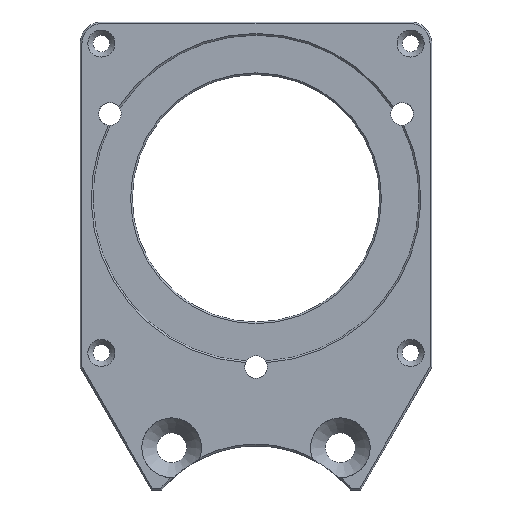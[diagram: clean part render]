
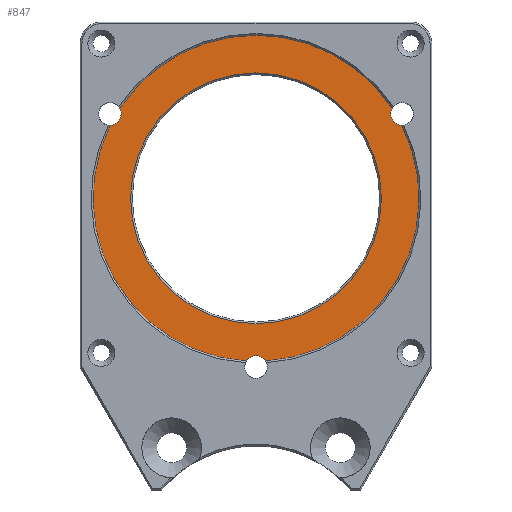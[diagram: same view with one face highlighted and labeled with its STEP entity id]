
A CAD part, top view. The second image highlights one B-rep face of the part: STEP entity #847.
In plain terms, the highlighted planar face has unit normal (0, 0, 1).
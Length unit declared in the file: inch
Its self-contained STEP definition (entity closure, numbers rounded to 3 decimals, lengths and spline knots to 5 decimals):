
#24 = ORIENTED_EDGE ( 'NONE', *, *, #937, .F. ) ;
#75 = VERTEX_POINT ( 'NONE', #638 ) ;
#149 = EDGE_CURVE ( 'NONE', #553, #553, #314, .T. ) ;
#262 = DIRECTION ( 'NONE',  ( 1., 0., 0. ) ) ;
#288 = VERTEX_POINT ( 'NONE', #402 ) ;
#293 = ORIENTED_EDGE ( 'NONE', *, *, #149, .T. ) ;
#314 = CIRCLE ( 'NONE', #501, 1.115 ) ;
#359 = DIRECTION ( 'NONE',  ( 0., 0., -1. ) ) ;
#397 = CARTESIAN_POINT ( 'NONE',  ( 1.29904, 0.75, 0.1825 ) ) ;
#401 = EDGE_CURVE ( 'NONE', #453, #75, #833, .T. ) ;
#402 = CARTESIAN_POINT ( 'NONE',  ( 1.29638, 0.64954, 0.1825 ) ) ;
#409 = DIRECTION ( 'NONE',  ( 0., 0., 1. ) ) ;
#416 = ORIENTED_EDGE ( 'NONE', *, *, #401, .T. ) ;
#431 = DIRECTION ( 'NONE',  ( 0., 0., 1. ) ) ;
#453 = VERTEX_POINT ( 'NONE', #1629 ) ;
#456 = DIRECTION ( 'NONE',  ( 0., 0., 1. ) ) ;
#464 = CIRCLE ( 'NONE', #1375, 0.1005 ) ;
#476 = CIRCLE ( 'NONE', #1385, 1.45 ) ;
#501 = AXIS2_PLACEMENT_3D ( 'NONE', #1793, #359, #983 ) ;
#551 = DIRECTION ( 'NONE',  ( 1., 0., 0. ) ) ;
#553 = VERTEX_POINT ( 'NONE', #1190 ) ;
#638 = CARTESIAN_POINT ( 'NONE',  ( -0.08568, -1.44747, 0.1825 ) ) ;
#650 = VERTEX_POINT ( 'NONE', #729 ) ;
#669 = EDGE_CURVE ( 'NONE', #453, #650, #1070, .T. ) ;
#729 = CARTESIAN_POINT ( 'NONE',  ( -1.2107, 0.79793, 0.1825 ) ) ;
#745 = VERTEX_POINT ( 'NONE', #1709 ) ;
#806 = CARTESIAN_POINT ( 'NONE',  ( -1.29904, 0.75, 0.1825 ) ) ;
#833 = CIRCLE ( 'NONE', #1487, 1.45 ) ;
#847 = ADVANCED_FACE ( 'NONE', ( #1219, #1231 ), #1371, .T. ) ;
#875 = DIRECTION ( 'NONE',  ( 0., 0., 1. ) ) ;
#881 = DIRECTION ( 'NONE',  ( 1., 0., 0. ) ) ;
#900 = CARTESIAN_POINT ( 'NONE',  ( 1.2107, 0.79793, 0.1825 ) ) ;
#923 = EDGE_LOOP ( 'NONE', ( #293 ) ) ;
#937 = EDGE_CURVE ( 'NONE', #954, #288, #1850, .T. ) ;
#954 = VERTEX_POINT ( 'NONE', #900 ) ;
#968 = ORIENTED_EDGE ( 'NONE', *, *, #1159, .T. ) ;
#972 = AXIS2_PLACEMENT_3D ( 'NONE', #1024, #1675, #262 ) ;
#983 = DIRECTION ( 'NONE',  ( 1., 0., 0. ) ) ;
#986 = ORIENTED_EDGE ( 'NONE', *, *, #669, .F. ) ;
#1024 = CARTESIAN_POINT ( 'NONE',  ( 0., 0., 0.1825 ) ) ;
#1039 = DIRECTION ( 'NONE',  ( 1., 0., 0. ) ) ;
#1070 = CIRCLE ( 'NONE', #1716, 0.1005 ) ;
#1083 = ORIENTED_EDGE ( 'NONE', *, *, #1284, .F. ) ;
#1089 = DIRECTION ( 'NONE',  ( 1., 0., 0. ) ) ;
#1138 = AXIS2_PLACEMENT_3D ( 'NONE', #1384, #1394, #1529 ) ;
#1141 = EDGE_CURVE ( 'NONE', #745, #288, #1885, .T. ) ;
#1159 = EDGE_CURVE ( 'NONE', #954, #650, #476, .T. ) ;
#1190 = CARTESIAN_POINT ( 'NONE',  ( 1.115, 0., 0.1825 ) ) ;
#1219 = FACE_OUTER_BOUND ( 'NONE', #1469, .T. ) ;
#1231 = FACE_BOUND ( 'NONE', #923, .T. ) ;
#1284 = EDGE_CURVE ( 'NONE', #745, #75, #464, .T. ) ;
#1314 = CARTESIAN_POINT ( 'NONE',  ( 0., 0., 0.1825 ) ) ;
#1326 = DIRECTION ( 'NONE',  ( 1., 0., 0. ) ) ;
#1357 = DIRECTION ( 'NONE',  ( 0., 0., 1. ) ) ;
#1371 = PLANE ( 'NONE',  #1138 ) ;
#1375 = AXIS2_PLACEMENT_3D ( 'NONE', #1897, #456, #1089 ) ;
#1384 = CARTESIAN_POINT ( 'NONE',  ( 0., 0., 0.1825 ) ) ;
#1385 = AXIS2_PLACEMENT_3D ( 'NONE', #1845, #409, #1039 ) ;
#1394 = DIRECTION ( 'NONE',  ( 0., 0., 1. ) ) ;
#1469 = EDGE_LOOP ( 'NONE', ( #986, #416, #1083, #1981, #24, #968 ) ) ;
#1487 = AXIS2_PLACEMENT_3D ( 'NONE', #1314, #1357, #1326 ) ;
#1529 = DIRECTION ( 'NONE',  ( 1., 0., 0. ) ) ;
#1579 = AXIS2_PLACEMENT_3D ( 'NONE', #397, #431, #551 ) ;
#1629 = CARTESIAN_POINT ( 'NONE',  ( -1.29638, 0.64954, 0.1825 ) ) ;
#1675 = DIRECTION ( 'NONE',  ( 0., 0., 1. ) ) ;
#1709 = CARTESIAN_POINT ( 'NONE',  ( 0.08568, -1.44747, 0.1825 ) ) ;
#1716 = AXIS2_PLACEMENT_3D ( 'NONE', #806, #875, #881 ) ;
#1793 = CARTESIAN_POINT ( 'NONE',  ( 0., 0., 0.1825 ) ) ;
#1845 = CARTESIAN_POINT ( 'NONE',  ( 0., 0., 0.1825 ) ) ;
#1850 = CIRCLE ( 'NONE', #1579, 0.1005 ) ;
#1885 = CIRCLE ( 'NONE', #972, 1.45 ) ;
#1897 = CARTESIAN_POINT ( 'NONE',  ( 0., -1.5, 0.1825 ) ) ;
#1981 = ORIENTED_EDGE ( 'NONE', *, *, #1141, .T. ) ;
